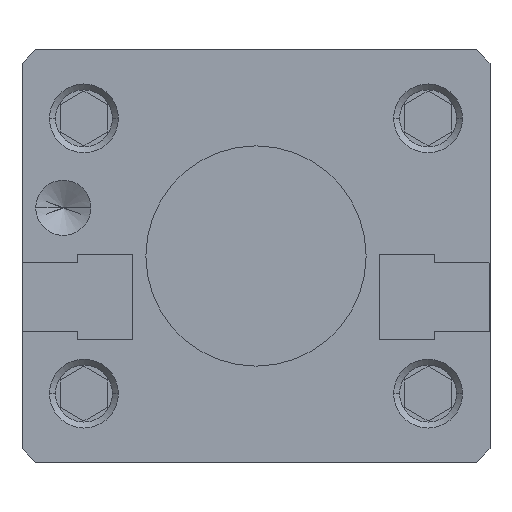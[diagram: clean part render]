
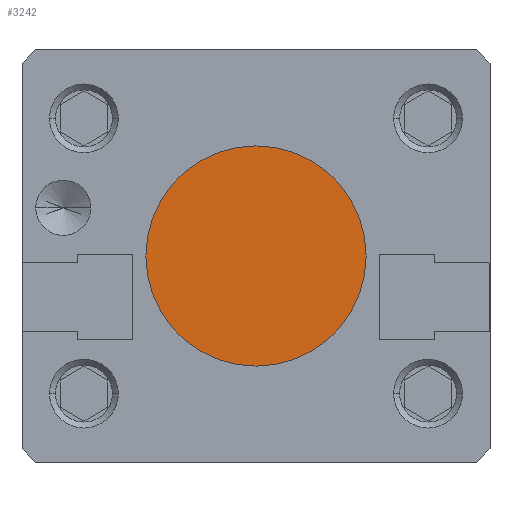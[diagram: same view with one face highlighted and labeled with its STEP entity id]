
A CAD part, front view. The second image highlights one B-rep face of the part: STEP entity #3242.
In plain terms, the highlighted planar face has unit normal (0, -1, 0).
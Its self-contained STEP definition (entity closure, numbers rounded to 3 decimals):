
#2758 = VERTEX_POINT( '', #7657 );
#3242 = ADVANCED_FACE( '', ( #8201 ), #8202, .F. );
#4876 = EDGE_CURVE( '', #2758, #6182, #10011, .T. );
#5604 = EDGE_CURVE( '', #6182, #2758, #10820, .T. );
#6182 = VERTEX_POINT( '', #11450 );
#7657 = CARTESIAN_POINT( '', ( -8., 2.5, 0. ) );
#8201 = FACE_OUTER_BOUND( '', #13936, .T. );
#8202 = PLANE( '', #13937 );
#10011 = CIRCLE( '', #16691, 8. );
#10820 = CIRCLE( '', #17882, 8. );
#11450 = CARTESIAN_POINT( '', ( 8., 2.5, 0. ) );
#13936 = EDGE_LOOP( '', ( #21853, #21854 ) );
#13937 = AXIS2_PLACEMENT_3D( '', #21855, #21856, #21857 );
#16691 = AXIS2_PLACEMENT_3D( '', #23947, #23948, #23949 );
#17882 = AXIS2_PLACEMENT_3D( '', #24898, #24899, #24900 );
#21853 = ORIENTED_EDGE( '', *, *, #5604, .T. );
#21854 = ORIENTED_EDGE( '', *, *, #4876, .T. );
#21855 = CARTESIAN_POINT( '', ( 0., 2.5, 0. ) );
#21856 = DIRECTION( '', ( 0., 1., 0. ) );
#21857 = DIRECTION( '', ( 0., 0., 1. ) );
#23947 = CARTESIAN_POINT( '', ( 0., 2.5, 0. ) );
#23948 = DIRECTION( '', ( 0., -1., 0. ) );
#23949 = DIRECTION( '', ( 1., 0., 0. ) );
#24898 = CARTESIAN_POINT( '', ( 0., 2.5, 0. ) );
#24899 = DIRECTION( '', ( 0., -1., 0. ) );
#24900 = DIRECTION( '', ( 1., 0., 0. ) );
